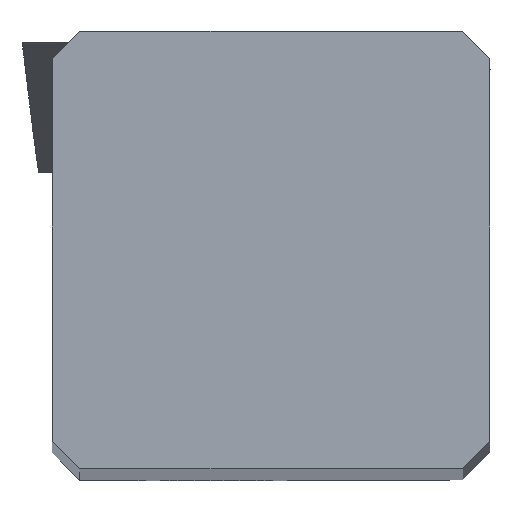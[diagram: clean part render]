
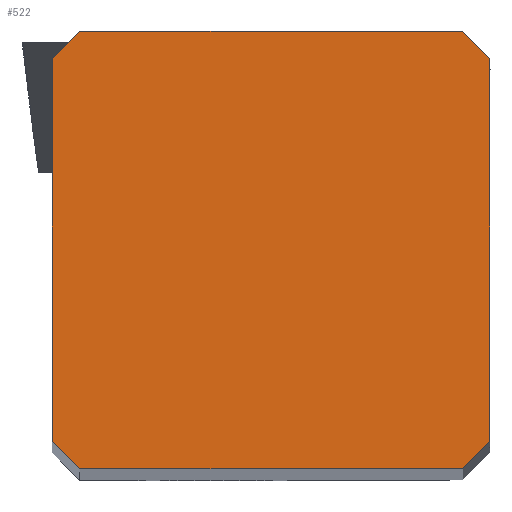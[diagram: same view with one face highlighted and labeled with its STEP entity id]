
A CAD part, top view. The second image highlights one B-rep face of the part: STEP entity #522.
In plain terms, the highlighted planar face has unit normal (0, 0, 1).
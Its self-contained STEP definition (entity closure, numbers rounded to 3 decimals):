
#453=FACE_OUTER_BOUND('',#634,.T.);
#522=ADVANCED_FACE('',(#453),#583,.T.);
#583=PLANE('',#1875);
#634=EDGE_LOOP('',(#780,#781,#782,#783,#784,#785,#786,#787));
#780=ORIENTED_EDGE('',*,*,#1242,.F.);
#781=ORIENTED_EDGE('',*,*,#1243,.F.);
#782=ORIENTED_EDGE('',*,*,#1232,.T.);
#783=ORIENTED_EDGE('',*,*,#1241,.F.);
#784=ORIENTED_EDGE('',*,*,#1244,.F.);
#785=ORIENTED_EDGE('',*,*,#1245,.F.);
#786=ORIENTED_EDGE('',*,*,#1246,.F.);
#787=ORIENTED_EDGE('',*,*,#1247,.F.);
#1093=VERTEX_POINT('',#2486);
#1094=VERTEX_POINT('',#2487);
#1101=VERTEX_POINT('',#2503);
#1102=VERTEX_POINT('',#2507);
#1103=VERTEX_POINT('',#2508);
#1104=VERTEX_POINT('',#2511);
#1105=VERTEX_POINT('',#2513);
#1106=VERTEX_POINT('',#2515);
#1232=EDGE_CURVE('',#1093,#1094,#1525,.T.);
#1241=EDGE_CURVE('',#1101,#1094,#1532,.T.);
#1242=EDGE_CURVE('',#1102,#1103,#1533,.T.);
#1243=EDGE_CURVE('',#1093,#1102,#1534,.T.);
#1244=EDGE_CURVE('',#1104,#1101,#1535,.T.);
#1245=EDGE_CURVE('',#1105,#1104,#1536,.T.);
#1246=EDGE_CURVE('',#1106,#1105,#1537,.T.);
#1247=EDGE_CURVE('',#1103,#1106,#1538,.T.);
#1525=LINE('',#2485,#1634);
#1532=LINE('',#2504,#1641);
#1533=LINE('',#2506,#1642);
#1534=LINE('',#2509,#1643);
#1535=LINE('',#2510,#1644);
#1536=LINE('',#2512,#1645);
#1537=LINE('',#2514,#1646);
#1538=LINE('',#2516,#1647);
#1634=VECTOR('',#2097,1.);
#1641=VECTOR('',#2110,1.);
#1642=VECTOR('',#2113,1.);
#1643=VECTOR('',#2114,1.);
#1644=VECTOR('',#2115,1.);
#1645=VECTOR('',#2116,1.);
#1646=VECTOR('',#2117,1.);
#1647=VECTOR('',#2118,1.);
#1875=AXIS2_PLACEMENT_3D('',#2517,#2119,#2120);
#2097=DIRECTION('',(1.,0.,0.));
#2110=DIRECTION('',(-0.707,-0.707,0.));
#2113=DIRECTION('',(0.,1.,0.));
#2114=DIRECTION('',(-0.707,0.707,0.));
#2115=DIRECTION('',(0.,-1.,0.));
#2116=DIRECTION('',(0.707,-0.707,0.));
#2117=DIRECTION('',(1.,0.,0.));
#2118=DIRECTION('',(0.707,0.707,0.));
#2119=DIRECTION('',(0.,0.,1.));
#2120=DIRECTION('',(1.,0.,0.));
#2485=CARTESIAN_POINT('',(-7.5,0.,0.));
#2486=CARTESIAN_POINT('',(-7.5,0.,0.));
#2487=CARTESIAN_POINT('',(-0.5,0.,0.));
#2503=CARTESIAN_POINT('',(0.,0.5,0.));
#2504=CARTESIAN_POINT('',(0.,0.5,0.));
#2506=CARTESIAN_POINT('',(-8.,0.5,0.));
#2507=CARTESIAN_POINT('',(-8.,0.5,0.));
#2508=CARTESIAN_POINT('',(-8.,7.5,0.));
#2509=CARTESIAN_POINT('',(-7.5,0.,0.));
#2510=CARTESIAN_POINT('',(0.,7.5,0.));
#2511=CARTESIAN_POINT('',(0.,7.5,0.));
#2512=CARTESIAN_POINT('',(-0.5,8.,0.));
#2513=CARTESIAN_POINT('',(-0.5,8.,0.));
#2514=CARTESIAN_POINT('',(-7.5,8.,0.));
#2515=CARTESIAN_POINT('',(-7.5,8.,0.));
#2516=CARTESIAN_POINT('',(-8.,7.5,0.));
#2517=CARTESIAN_POINT('',(-4.,4.,0.));
